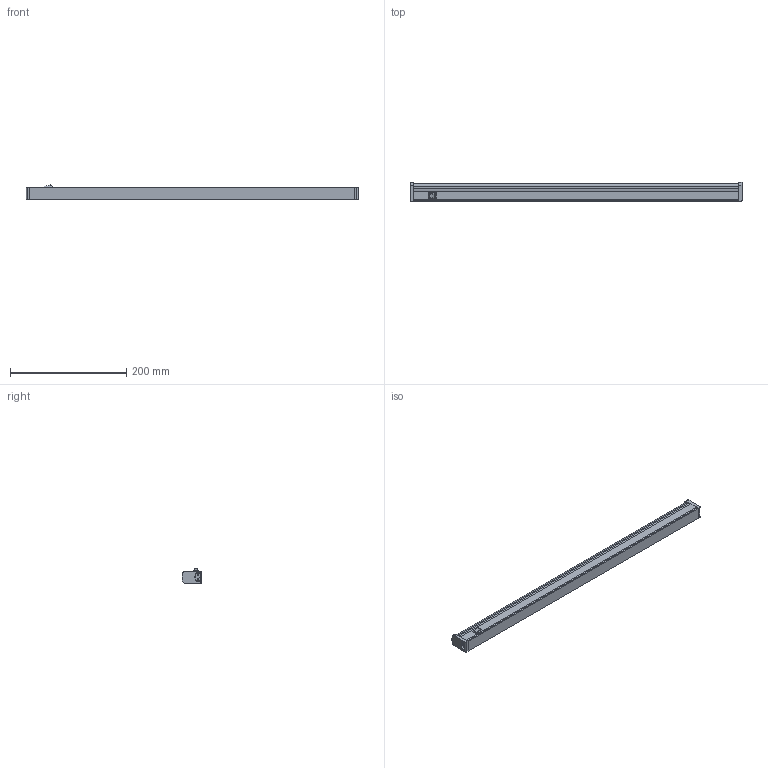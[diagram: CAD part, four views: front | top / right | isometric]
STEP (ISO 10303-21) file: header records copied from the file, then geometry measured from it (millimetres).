
FILE_DESCRIPTION (( 'STEP AP203' ), '1' );
FILE_NAME ('LDBO0-3002-7-4000-K01 Ñâåòèëüíèê ñâåòîäèîäíûé ÄÁÎ 3002 7Âò 4000Ê IP20 572ìì ïëàñòèê  IEK.STEP', '2018-04-10T09:33:46', ( '' ), ( '' ), 'SwSTEP 2.0', 'SolidWorks 2014', '' );
FILE_SCHEMA (( 'CONFIG_CONTROL_DESIGN' ));
Length unit declared in the file: millimetre
Products named in the file (1): LDBO0-3002-7-4000-K01 Ñâåòèëüíèê ñâåòîäèîäíûé ÄÁÎ 3002 7Âò 4000Ê IP20 572ìì ïëàñòèê  IEK
Bounding box: 571 x 33.92 x 25.15 mm (x, y, z)
Volume: 344651 mm3; surface area: 61701.9 mm2
Topology: 1 solids, 1 shells, 108 faces, 275 edges, 182 vertices
Faces by surface type: plane 62, cylinder 38, cone 8
Entity records: 3356 total; most frequent: DIRECTION 585, CARTESIAN_POINT 566, ORIENTED_EDGE 550, EDGE_CURVE 275, AXIS2_PLACEMENT_3D 201, VECTOR 183, LINE 183, VERTEX_POINT 182
